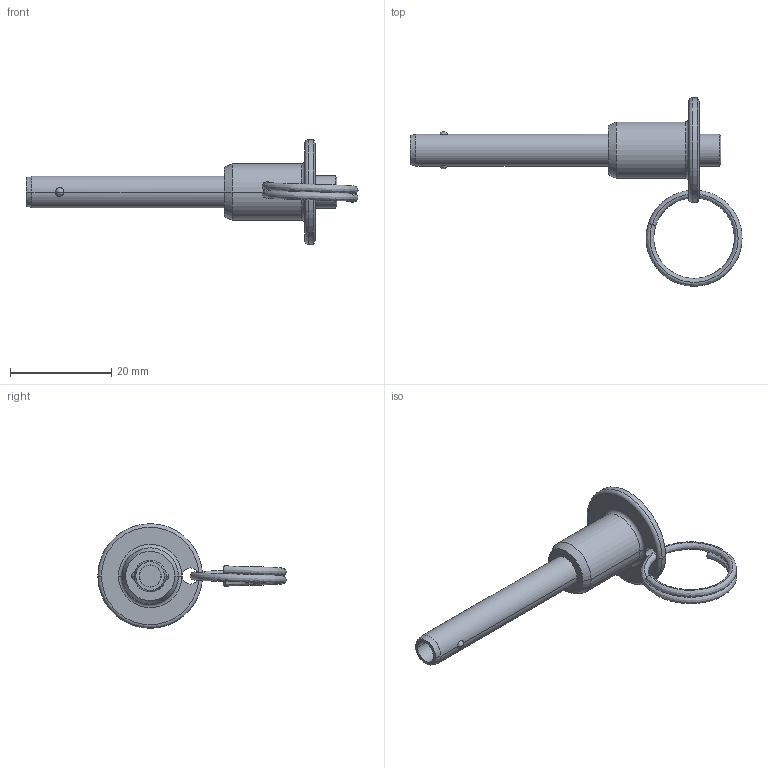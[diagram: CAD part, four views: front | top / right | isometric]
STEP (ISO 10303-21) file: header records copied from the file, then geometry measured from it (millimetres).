
FILE_DESCRIPTION (( 'STEP AP203' ), '1' );
FILE_NAME ('90985A127.step', '2012-05-16T13:58:08', ( 't2jrg' ), ( '' ), 'SwSTEP 2.0', 'SolidWorks 2009', '' );
FILE_SCHEMA (( 'CONFIG_CONTROL_DESIGN' ));
Length unit declared in the file: inch
Products named in the file (1): 90985A127
Bounding box: 65.51 x 37.15 x 20.64 mm (x, y, z)
Volume: 3571.6 mm3; surface area: 4222.5 mm2
Topology: 5 solids, 5 shells, 54 faces, 136 edges, 84 vertices
Faces by surface type: cylinder 16, sphere 12, plane 10, cone 8, torus 4, bspline 4
Entity records: 2001 total; most frequent: CARTESIAN_POINT 743, DIRECTION 268, ORIENTED_EDGE 228, AXIS2_PLACEMENT_3D 119, EDGE_CURVE 114, VERTEX_POINT 70, CIRCLE 68, EDGE_LOOP 62
